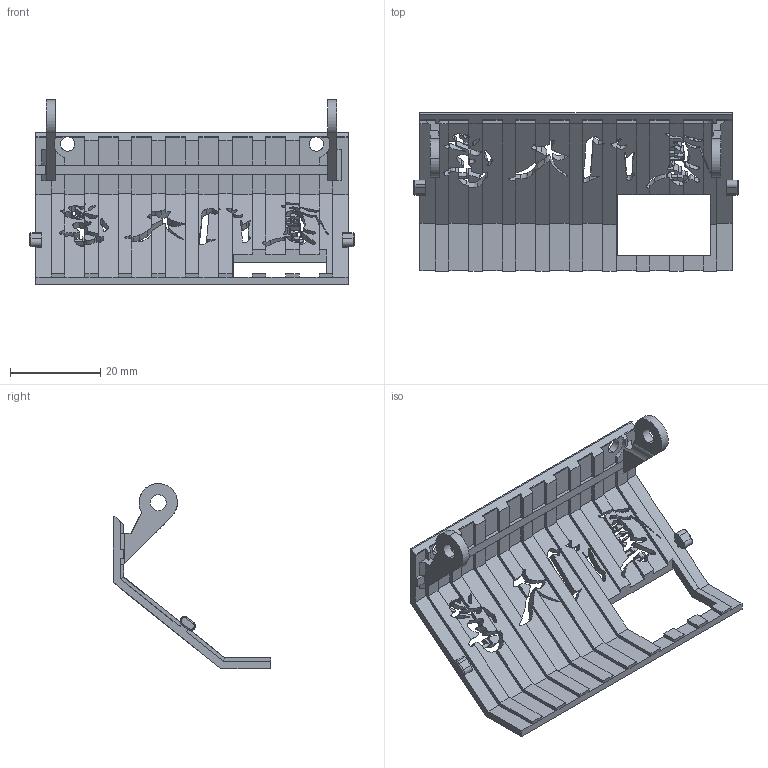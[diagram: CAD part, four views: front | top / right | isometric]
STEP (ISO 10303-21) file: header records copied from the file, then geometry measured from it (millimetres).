
FILE_DESCRIPTION (( 'STEP AP214' ), '1' );
FILE_NAME ('[打印]计算机板上盖-前.STEP', '2024-06-28T16:28:56', ( '' ), ( '' ), 'SwSTEP 2.0', 'SolidWorks 2020', '' );
FILE_SCHEMA (( 'AUTOMOTIVE_DESIGN' ));
Length unit declared in the file: millimetre
Products named in the file (1): [打印]计算机板上盖-前
Bounding box: 71.7 x 34.92 x 40.9 mm (x, y, z)
Volume: 6571.2 mm3; surface area: 8949 mm2
Topology: 10 solids, 10 shells, 567 faces, 1572 edges, 1015 vertices
Faces by surface type: plane 306, bspline 206, cylinder 49, torus 6
Entity records: 25608 total; most frequent: CARTESIAN_POINT 12483, ORIENTED_EDGE 3144, DIRECTION 1913, EDGE_CURVE 1572, VERTEX_POINT 1015, LINE 983, VECTOR 983, EDGE_LOOP 591
